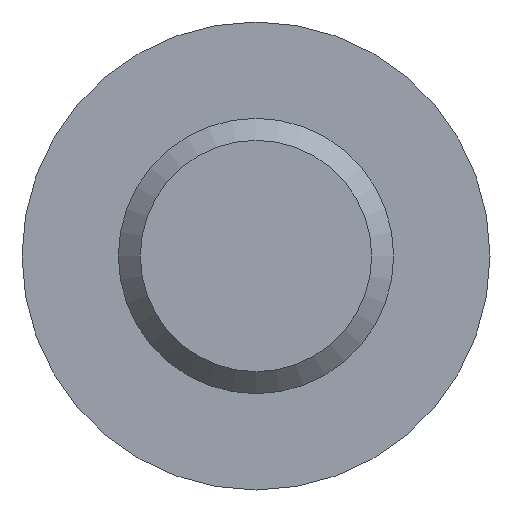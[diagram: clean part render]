
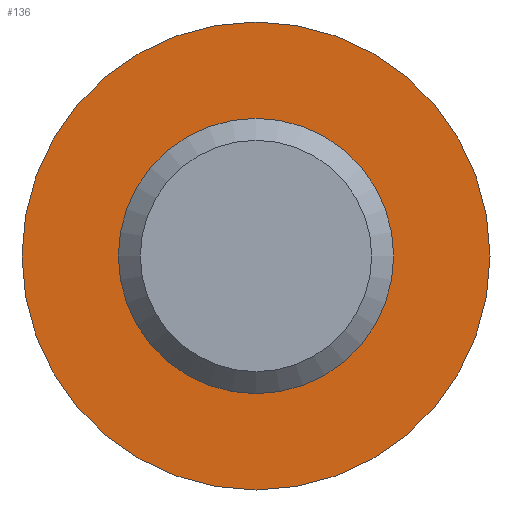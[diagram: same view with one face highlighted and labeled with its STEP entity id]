
A CAD part, front view. The second image highlights one B-rep face of the part: STEP entity #136.
In plain terms, the highlighted planar face has unit normal (0, -1, 0).
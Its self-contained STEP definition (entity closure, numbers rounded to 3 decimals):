
#16 = AXIS2_PLACEMENT_3D ( 'NONE', #133, #503, #459 ) ;
#33 = VERTEX_POINT ( 'NONE', #242 ) ;
#43 = FACE_OUTER_BOUND ( 'NONE', #132, .T. ) ;
#47 = ORIENTED_EDGE ( 'NONE', *, *, #525, .F. ) ;
#84 = FACE_BOUND ( 'NONE', #209, .T. ) ;
#111 = CARTESIAN_POINT ( 'NONE',  ( 0., 8., 0. ) ) ;
#126 = PLANE ( 'NONE',  #16 ) ;
#130 = DIRECTION ( 'NONE',  ( 0., 0., -1. ) ) ;
#132 = EDGE_LOOP ( 'NONE', ( #542 ) ) ;
#133 = CARTESIAN_POINT ( 'NONE',  ( -2.5, 8., 0. ) ) ;
#136 = ADVANCED_FACE ( 'NONE', ( #84, #43 ), #126, .F. ) ;
#150 = EDGE_CURVE ( 'NONE', #529, #529, #433, .T. ) ;
#159 = CARTESIAN_POINT ( 'NONE',  ( 0., 8., -4.25 ) ) ;
#209 = EDGE_LOOP ( 'NONE', ( #47 ) ) ;
#242 = CARTESIAN_POINT ( 'NONE',  ( 0., 8., -2.5 ) ) ;
#260 = DIRECTION ( 'NONE',  ( 0., -1., 0. ) ) ;
#326 = DIRECTION ( 'NONE',  ( 0., -1., 0. ) ) ;
#377 = AXIS2_PLACEMENT_3D ( 'NONE', #418, #260, #130 ) ;
#402 = AXIS2_PLACEMENT_3D ( 'NONE', #111, #326, #526 ) ;
#418 = CARTESIAN_POINT ( 'NONE',  ( 0., 8., 0. ) ) ;
#433 = CIRCLE ( 'NONE', #377, 4.25 ) ;
#459 = DIRECTION ( 'NONE',  ( 0., 0., 1. ) ) ;
#501 = CIRCLE ( 'NONE', #402, 2.5 ) ;
#503 = DIRECTION ( 'NONE',  ( 0., 1., 0. ) ) ;
#525 = EDGE_CURVE ( 'NONE', #33, #33, #501, .T. ) ;
#526 = DIRECTION ( 'NONE',  ( 0., 0., -1. ) ) ;
#529 = VERTEX_POINT ( 'NONE', #159 ) ;
#542 = ORIENTED_EDGE ( 'NONE', *, *, #150, .T. ) ;
